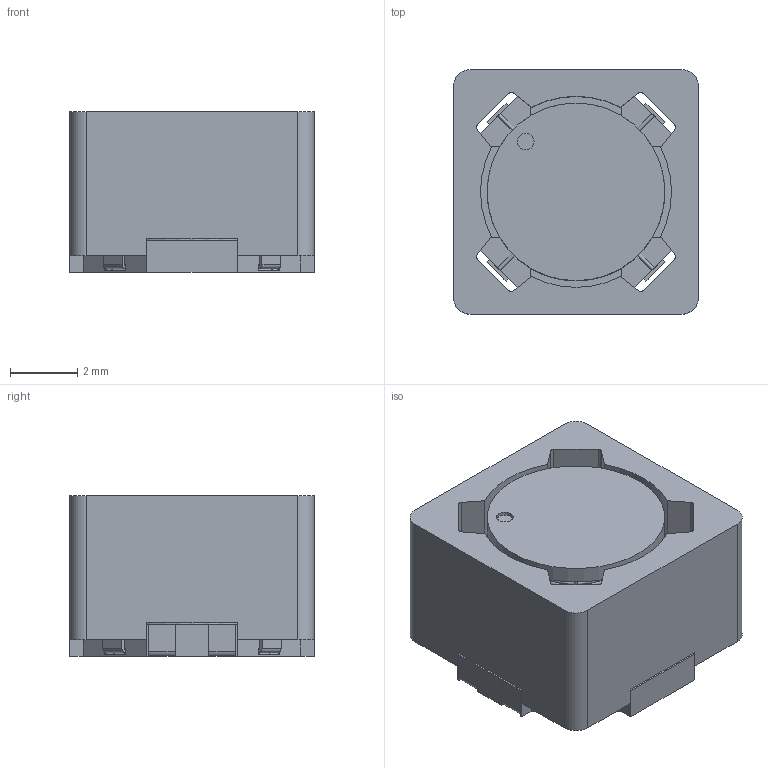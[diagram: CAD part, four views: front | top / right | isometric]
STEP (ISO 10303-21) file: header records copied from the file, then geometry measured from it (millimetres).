
FILE_DESCRIPTION(/* description */ ('Unknown'),/* implementation_level */ '2;1');
FILE_NAME(/* name */ 'L_Wurth_WE-SCC-7345',/* time_stamp */ '2025-06-17T16:59:29+08:00',/* author */ ('Unknown'),/* organization */ ('Unknown'),/* preprocessor_version */ 'ST-DEVELOPER v19.4',/* originating_system */ 'Solid Edge',/* authorisation */ 'Unknown');
FILE_SCHEMA (('AUTOMOTIVE_DESIGN {1 0 10303 214 3 1 1}'));
Length unit declared in the file: millimetre
Products named in the file (2): L_Wurth_WE-SCC-7345
Assembly tree (1 placements, depth 2):
  L_Wurth_WE-SCC-7345
    L_Wurth_WE-SCC-7345
Bounding box: 7.3 x 7.3 x 4.8 mm (x, y, z)
Volume: 164.7 mm3; surface area: 636.8 mm2
Topology: 8 solids, 8 shells, 288 faces, 792 edges, 518 vertices
Faces by surface type: plane 194, cylinder 84, torus 6, bspline 4
Full cylindrical faces by diameter (mm): 0.1 x8, 0.5 x1, 2.75 x1, 5.3 x2
Entity records: 14269 total; most frequent: CARTESIAN_POINT 6054, ORIENTED_EDGE 1526, DIRECTION 1458, EDGE_CURVE 763, LINE 600, VECTOR 600, VERTEX_POINT 511, AXIS2_PLACEMENT_3D 429
